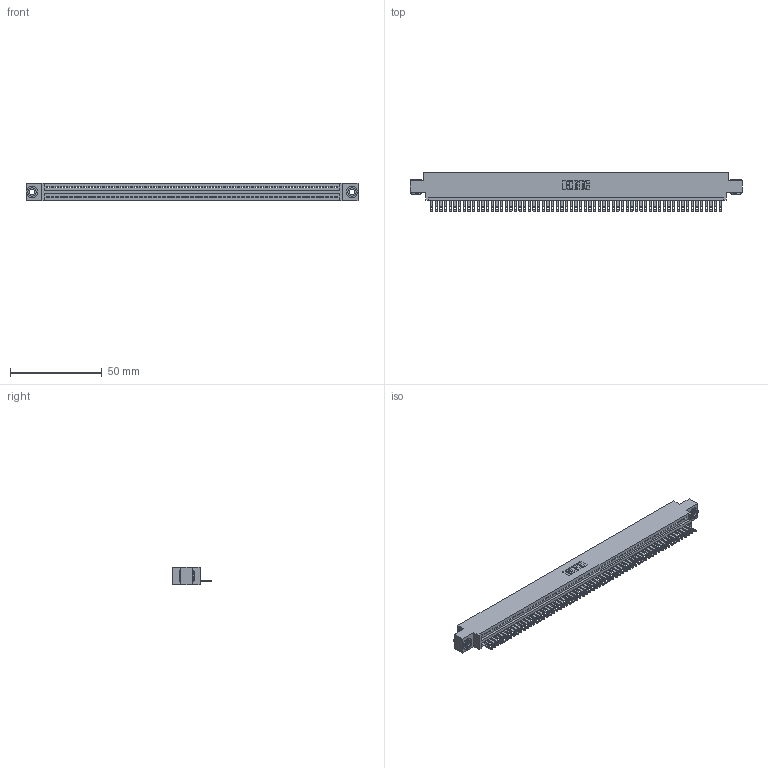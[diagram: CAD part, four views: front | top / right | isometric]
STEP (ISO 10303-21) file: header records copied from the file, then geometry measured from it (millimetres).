
FILE_DESCRIPTION (( 'STEP AP203' ), '1' );
FILE_NAME ('345-063-500-603.STEP', '2018-09-27T23:50:55', ( '' ), ( '' ), 'SwSTEP 2.0', 'SolidWorks 2016', '' );
FILE_SCHEMA (( 'CONFIG_CONTROL_DESIGN' ));
Length unit declared in the file: inch
Products named in the file (4): 345-292-001_345-293-100; 345-250-002_345-250-002-102; 345-063-500-603; 345 Part_0.170 Offset - 0.156 Dia-TH
Assembly tree (66 placements, depth 2):
  345-063-500-603
    345 Part_0.170 Offset - 0.156 Dia-TH
    345-292-001_345-293-100  x63
    345-250-002_345-250-002-102  x2
Bounding box: 181.23 x 21.51 x 9.4 mm (x, y, z)
Volume: 17330.3 mm3; surface area: 23798.4 mm2
Topology: 66 solids, 66 shells, 3570 faces, 11013 edges, 7338 vertices
Faces by surface type: plane 2236, cylinder 1326, cone 8
Entity records: 45300 total; most frequent: CARTESIAN_POINT 7824, ORIENTED_EDGE 7814, DIRECTION 6835, EDGE_CURVE 3907, VECTOR 3495, LINE 3495, VERTEX_POINT 2602, AXIS2_PLACEMENT_3D 1670
